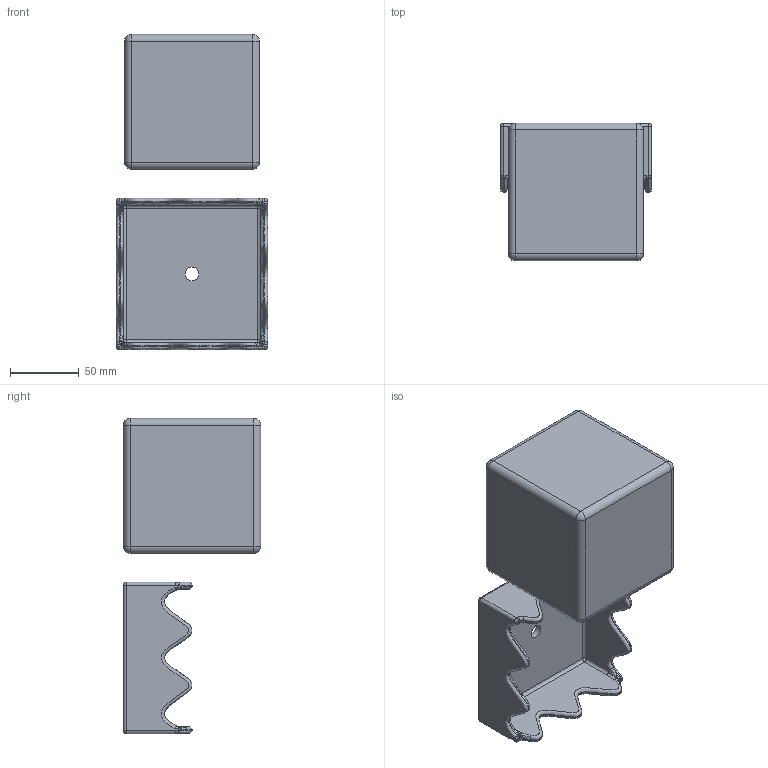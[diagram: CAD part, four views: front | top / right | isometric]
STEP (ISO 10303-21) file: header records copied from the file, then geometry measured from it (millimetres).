
FILE_DESCRIPTION(/* description */ (''),/* implementation_level */ '2;1');
FILE_NAME(/* name */ 'cakecasecad.step',/* time_stamp */ '2025-06-07T11:42:34-04:00',/* author */ (''),/* organization */ (''),/* preprocessor_version */ 'ST-DEVELOPER v20.1',/* originating_system */ 'Autodesk Translation Framework v14.10.0.0',/* authorisation */ '');
FILE_SCHEMA (('AUTOMOTIVE_DESIGN { 1 0 10303 214 3 1 1 }'));
Length unit declared in the file: millimetre
Products named in the file (1): cake
Bounding box: 110 x 100 x 229 mm (x, y, z)
Volume: 351478.9 mm3; surface area: 143842.8 mm2
Topology: 2 solids, 2 shells, 149 faces, 323 edges, 178 vertices
Faces by surface type: bspline 64, cylinder 37, sphere 24, plane 24
Full cylindrical faces by diameter (mm): 10 x1
Entity records: 18803 total; most frequent: CARTESIAN_POINT 15887, ORIENTED_EDGE 646, DIRECTION 513, EDGE_CURVE 323, AXIS2_PLACEMENT_3D 216, VERTEX_POINT 178, EDGE_LOOP 151, FACE_OUTER_BOUND 149
